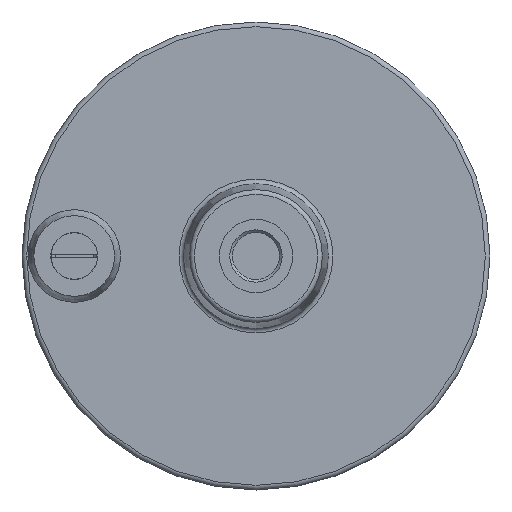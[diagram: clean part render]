
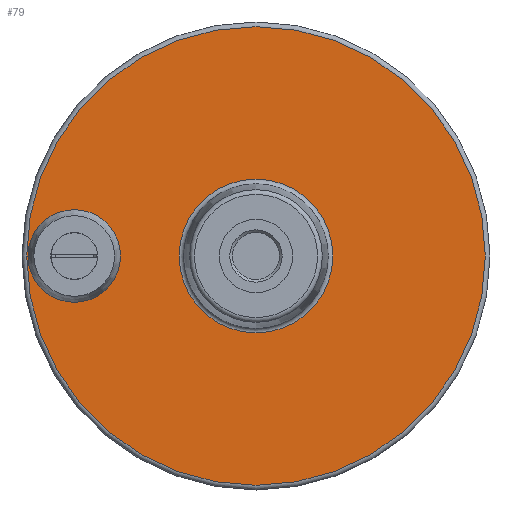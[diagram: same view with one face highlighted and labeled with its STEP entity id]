
A CAD part, front view. The second image highlights one B-rep face of the part: STEP entity #79.
In plain terms, the highlighted planar face has unit normal (0, -1, 0).
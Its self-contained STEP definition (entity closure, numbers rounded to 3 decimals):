
#79 = ADVANCED_FACE( '', ( #206, #207, #208 ), #209, .F. );
#206 = FACE_OUTER_BOUND( '', #410, .T. );
#207 = FACE_BOUND( '', #411, .T. );
#208 = FACE_BOUND( '', #412, .T. );
#209 = PLANE( '', #413 );
#410 = EDGE_LOOP( '', ( #608 ) );
#411 = EDGE_LOOP( '', ( #609 ) );
#412 = EDGE_LOOP( '', ( #610 ) );
#413 = AXIS2_PLACEMENT_3D( '', #611, #612, #613 );
#608 = ORIENTED_EDGE( '', *, *, #1014, .F. );
#609 = ORIENTED_EDGE( '', *, *, #1015, .F. );
#610 = ORIENTED_EDGE( '', *, *, #1016, .T. );
#611 = CARTESIAN_POINT( '', ( 35.776, -3.5, 0. ) );
#612 = DIRECTION( '', ( 0., 1., 0. ) );
#613 = DIRECTION( '', ( 0., 0., 1. ) );
#1014 = EDGE_CURVE( '', #1163, #1163, #1164, .T. );
#1015 = EDGE_CURVE( '', #1165, #1165, #1166, .F. );
#1016 = EDGE_CURVE( '', #1167, #1167, #1168, .T. );
#1163 = VERTEX_POINT( '', #1380 );
#1164 = CIRCLE( '', #1381, 78.208 );
#1165 = VERTEX_POINT( '', #1382 );
#1166 = CIRCLE( '', #1383, 15.788 );
#1167 = VERTEX_POINT( '', #1384 );
#1168 = CIRCLE( '', #1385, 26.224 );
#1380 = CARTESIAN_POINT( '', ( 62., -3.5, 78.208 ) );
#1381 = AXIS2_PLACEMENT_3D( '', #1840, #1841, #1842 );
#1382 = CARTESIAN_POINT( '', ( 0., -3.5, 15.788 ) );
#1383 = AXIS2_PLACEMENT_3D( '', #1843, #1844, #1845 );
#1384 = CARTESIAN_POINT( '', ( 62., -3.5, 26.224 ) );
#1385 = AXIS2_PLACEMENT_3D( '', #1846, #1847, #1848 );
#1840 = CARTESIAN_POINT( '', ( 62., -3.5, 0. ) );
#1841 = DIRECTION( '', ( 0., 1., 0. ) );
#1842 = DIRECTION( '', ( 0., 0., 1. ) );
#1843 = CARTESIAN_POINT( '', ( 0., -3.5, 0. ) );
#1844 = DIRECTION( '', ( 0., 1., 0. ) );
#1845 = DIRECTION( '', ( 0., 0., 1. ) );
#1846 = CARTESIAN_POINT( '', ( 62., -3.5, 0. ) );
#1847 = DIRECTION( '', ( 0., 1., 0. ) );
#1848 = DIRECTION( '', ( 0., 0., 1. ) );
